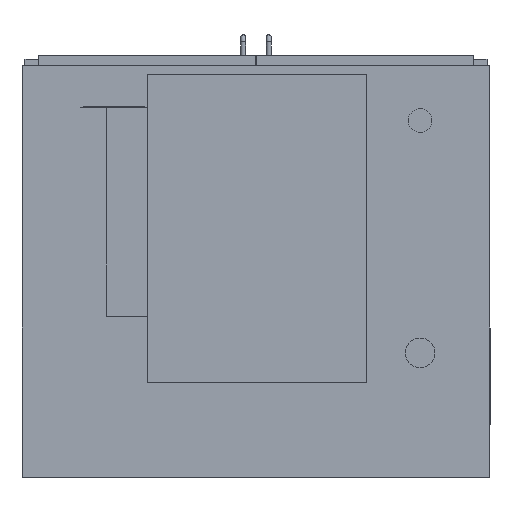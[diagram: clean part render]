
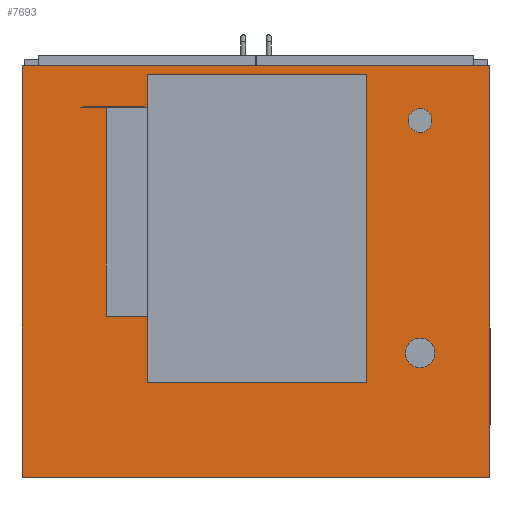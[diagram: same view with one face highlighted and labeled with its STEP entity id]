
A CAD part, front view. The second image highlights one B-rep face of the part: STEP entity #7693.
In plain terms, the highlighted planar face has unit normal (0, -1, 0).
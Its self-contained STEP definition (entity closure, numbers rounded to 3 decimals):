
#80=FACE_BOUND('',#883,.T.);
#81=FACE_BOUND('',#884,.T.);
#100=CIRCLE('',#8227,20.);
#102=CIRCLE('',#8231,25.);
#403=FACE_OUTER_BOUND('',#882,.T.);
#882=EDGE_LOOP('',(#5151,#5152,#5153,#5154));
#883=EDGE_LOOP('',(#5155));
#884=EDGE_LOOP('',(#5156));
#1390=LINE('',#11176,#2328);
#1392=LINE('',#11180,#2330);
#1394=LINE('',#11184,#2332);
#1396=LINE('',#11187,#2334);
#2328=VECTOR('',#8940,10.);
#2330=VECTOR('',#8944,10.);
#2332=VECTOR('',#8948,10.);
#2334=VECTOR('',#8952,10.);
#3244=VERTEX_POINT('',#11127);
#3246=VERTEX_POINT('',#11134);
#3259=VERTEX_POINT('',#11173);
#3260=VERTEX_POINT('',#11175);
#3261=VERTEX_POINT('',#11179);
#3262=VERTEX_POINT('',#11183);
#3981=EDGE_CURVE('',#3244,#3244,#100,.T.);
#3984=EDGE_CURVE('',#3246,#3246,#102,.T.);
#4002=EDGE_CURVE('',#3260,#3259,#1390,.T.);
#4004=EDGE_CURVE('',#3261,#3260,#1392,.T.);
#4006=EDGE_CURVE('',#3262,#3261,#1394,.T.);
#4008=EDGE_CURVE('',#3259,#3262,#1396,.T.);
#5151=ORIENTED_EDGE('',*,*,#4008,.T.);
#5152=ORIENTED_EDGE('',*,*,#4006,.T.);
#5153=ORIENTED_EDGE('',*,*,#4004,.T.);
#5154=ORIENTED_EDGE('',*,*,#4002,.T.);
#5155=ORIENTED_EDGE('',*,*,#3981,.T.);
#5156=ORIENTED_EDGE('',*,*,#3984,.T.);
#7303=PLANE('',#8243);
#7693=ADVANCED_FACE('',(#403,#80,#81),#7303,.T.);
#8227=AXIS2_PLACEMENT_3D('',#11129,#8896,#8897);
#8231=AXIS2_PLACEMENT_3D('',#11136,#8905,#8906);
#8243=AXIS2_PLACEMENT_3D('',#11188,#8953,#8954);
#8896=DIRECTION('center_axis',(0.,1.,0.));
#8897=DIRECTION('ref_axis',(1.,0.,0.));
#8905=DIRECTION('center_axis',(0.,1.,0.));
#8906=DIRECTION('ref_axis',(1.,0.,0.));
#8940=DIRECTION('',(1.,0.,0.));
#8944=DIRECTION('',(0.,0.,-1.));
#8948=DIRECTION('',(-1.,0.,0.));
#8952=DIRECTION('',(0.,0.,1.));
#8953=DIRECTION('center_axis',(0.,-1.,0.));
#8954=DIRECTION('ref_axis',(0.,0.,-1.));
#11127=CARTESIAN_POINT('',(257.,-370.,254.5));
#11129=CARTESIAN_POINT('Origin',(277.,-370.,254.5));
#11134=CARTESIAN_POINT('',(252.,-370.,-137.5));
#11136=CARTESIAN_POINT('Origin',(277.,-370.,-137.5));
#11173=CARTESIAN_POINT('',(395.,-370.,-347.5));
#11175=CARTESIAN_POINT('',(-395.,-370.,-347.5));
#11176=CARTESIAN_POINT('',(395.,-370.,-347.5));
#11179=CARTESIAN_POINT('',(-395.,-370.,347.5));
#11180=CARTESIAN_POINT('',(-395.,-370.,-347.5));
#11183=CARTESIAN_POINT('',(395.,-370.,347.5));
#11184=CARTESIAN_POINT('',(-395.,-370.,347.5));
#11187=CARTESIAN_POINT('',(395.,-370.,347.5));
#11188=CARTESIAN_POINT('Origin',(0.,-370.,0.));
